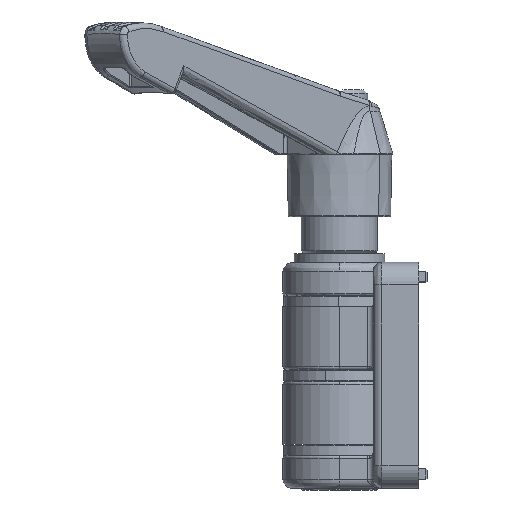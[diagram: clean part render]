
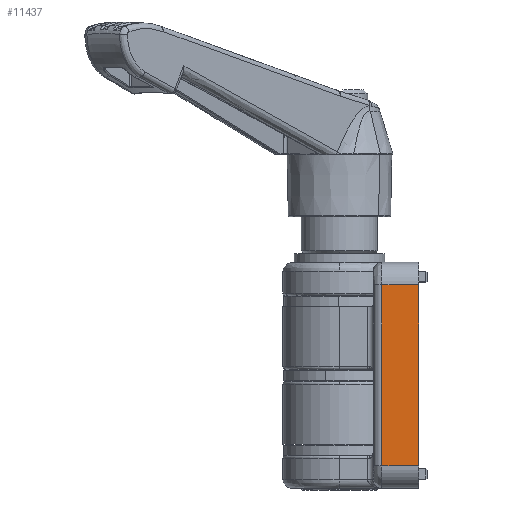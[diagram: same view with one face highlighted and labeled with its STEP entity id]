
A CAD part, left-side view. The second image highlights one B-rep face of the part: STEP entity #11437.
In plain terms, the highlighted planar face has unit normal (-1, 0, 0).
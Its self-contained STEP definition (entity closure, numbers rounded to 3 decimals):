
#442=PLANE('',#12505);
#1057=LINE('',#48491,#1772);
#1062=LINE('',#48608,#1777);
#1103=LINE('',#48933,#1818);
#1104=LINE('',#48935,#1819);
#1772=VECTOR('',#14239,1000.);
#1777=VECTOR('',#14266,1000.);
#1818=VECTOR('',#14347,1000.);
#1819=VECTOR('',#14350,1000.);
#2819=FACE_OUTER_BOUND('',#3557,.T.);
#3557=EDGE_LOOP('',(#9887,#9888,#9889,#9890));
#5453=VERTEX_POINT('',#48485);
#5454=VERTEX_POINT('',#48489);
#5464=VERTEX_POINT('',#48606);
#5465=VERTEX_POINT('',#48607);
#6946=EDGE_CURVE('',#5454,#5453,#1057,.T.);
#6961=EDGE_CURVE('',#5464,#5465,#1062,.T.);
#7036=EDGE_CURVE('',#5453,#5464,#1103,.T.);
#7037=EDGE_CURVE('',#5454,#5465,#1104,.T.);
#9887=ORIENTED_EDGE('',*,*,#7037,.T.);
#9888=ORIENTED_EDGE('',*,*,#6961,.F.);
#9889=ORIENTED_EDGE('',*,*,#7036,.F.);
#9890=ORIENTED_EDGE('',*,*,#6946,.F.);
#11437=ADVANCED_FACE('',(#2819),#442,.T.);
#12505=AXIS2_PLACEMENT_3D('',#48934,#14348,#14349);
#14239=DIRECTION('',(0.,0.,1.));
#14266=DIRECTION('',(0.,0.,-1.));
#14347=DIRECTION('',(0.,-1.,0.));
#14348=DIRECTION('center_axis',(-1.,0.,0.));
#14349=DIRECTION('ref_axis',(0.,0.,1.));
#14350=DIRECTION('',(0.,-1.,0.));
#48485=CARTESIAN_POINT('',(-37.,-7.5,16.));
#48489=CARTESIAN_POINT('',(-37.,-7.5,-16.));
#48491=CARTESIAN_POINT('',(-37.,-7.5,-20.));
#48606=CARTESIAN_POINT('',(-37.,-14.,16.));
#48607=CARTESIAN_POINT('',(-37.,-14.,-16.));
#48608=CARTESIAN_POINT('',(-37.,-14.,-20.));
#48933=CARTESIAN_POINT('',(-37.,0.,16.));
#48934=CARTESIAN_POINT('Origin',(-37.,-6.,-20.));
#48935=CARTESIAN_POINT('',(-37.,-6.,-16.));
